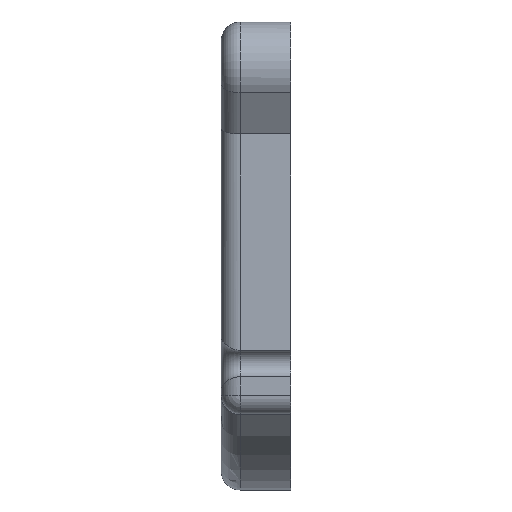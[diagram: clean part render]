
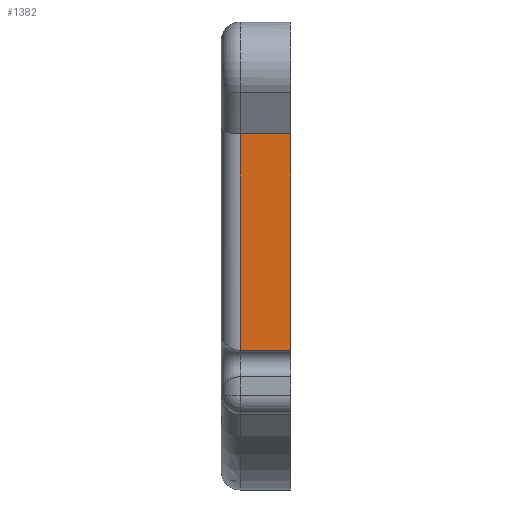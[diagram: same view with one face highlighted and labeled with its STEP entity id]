
A CAD part, left-side view. The second image highlights one B-rep face of the part: STEP entity #1382.
In plain terms, the highlighted planar face has unit normal (-1, 0, 0).
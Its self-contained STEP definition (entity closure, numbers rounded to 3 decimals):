
#90 = CARTESIAN_POINT ( 'NONE',  ( -11.56, 0., 6.456 ) ) ;
#162 = ORIENTED_EDGE ( 'NONE', *, *, #834, .T. ) ;
#245 = CARTESIAN_POINT ( 'NONE',  ( -11.56, 0., 6.456 ) ) ;
#251 = CARTESIAN_POINT ( 'NONE',  ( -11.56, 3.68, -4.98 ) ) ;
#295 = DIRECTION ( 'NONE',  ( 0., 0., 1. ) ) ;
#326 = DIRECTION ( 'NONE',  ( 0., 0., -1. ) ) ;
#345 = CARTESIAN_POINT ( 'NONE',  ( -11.56, 3.68, 6.456 ) ) ;
#348 = VECTOR ( 'NONE', #789, 1000. ) ;
#566 = VERTEX_POINT ( 'NONE', #1663 ) ;
#719 = ORIENTED_EDGE ( 'NONE', *, *, #1047, .F. ) ;
#750 = VERTEX_POINT ( 'NONE', #815 ) ;
#789 = DIRECTION ( 'NONE',  ( 0., -1., 0. ) ) ;
#790 = VERTEX_POINT ( 'NONE', #2361 ) ;
#796 = VECTOR ( 'NONE', #1588, 1000. ) ;
#815 = CARTESIAN_POINT ( 'NONE',  ( -11.56, 2.68, -4.98 ) ) ;
#834 = EDGE_CURVE ( 'NONE', #750, #566, #1291, .T. ) ;
#934 = DIRECTION ( 'NONE',  ( 1., 0., 0. ) ) ;
#1022 = ORIENTED_EDGE ( 'NONE', *, *, #1834, .T. ) ;
#1047 = EDGE_CURVE ( 'NONE', #790, #2456, #2003, .T. ) ;
#1200 = FACE_OUTER_BOUND ( 'NONE', #2051, .T. ) ;
#1214 = CARTESIAN_POINT ( 'NONE',  ( -11.56, 2.68, -4.98 ) ) ;
#1249 = VECTOR ( 'NONE', #295, 1000. ) ;
#1259 = EDGE_CURVE ( 'NONE', #790, #750, #2420, .T. ) ;
#1273 = PLANE ( 'NONE',  #1652 ) ;
#1291 = LINE ( 'NONE', #251, #796 ) ;
#1382 = ADVANCED_FACE ( 'NONE', ( #1200 ), #1273, .F. ) ;
#1387 = CARTESIAN_POINT ( 'NONE',  ( -11.56, 3.68, 6.456 ) ) ;
#1588 = DIRECTION ( 'NONE',  ( 0., -1., 0. ) ) ;
#1652 = AXIS2_PLACEMENT_3D ( 'NONE', #345, #934, #326 ) ;
#1663 = CARTESIAN_POINT ( 'NONE',  ( -11.56, 0., -4.98 ) ) ;
#1791 = ORIENTED_EDGE ( 'NONE', *, *, #1259, .T. ) ;
#1834 = EDGE_CURVE ( 'NONE', #566, #2456, #2268, .T. ) ;
#2003 = LINE ( 'NONE', #1387, #348 ) ;
#2051 = EDGE_LOOP ( 'NONE', ( #719, #1791, #162, #1022 ) ) ;
#2246 = VECTOR ( 'NONE', #2364, 1000. ) ;
#2268 = LINE ( 'NONE', #90, #1249 ) ;
#2361 = CARTESIAN_POINT ( 'NONE',  ( -11.56, 2.68, 6.456 ) ) ;
#2364 = DIRECTION ( 'NONE',  ( 0., 0., -1. ) ) ;
#2420 = LINE ( 'NONE', #1214, #2246 ) ;
#2456 = VERTEX_POINT ( 'NONE', #245 ) ;
